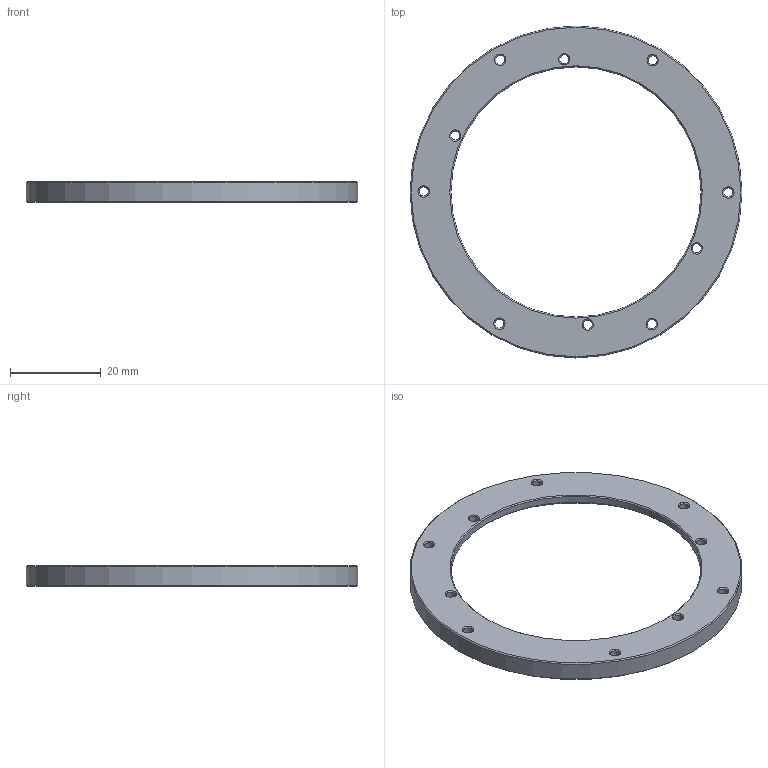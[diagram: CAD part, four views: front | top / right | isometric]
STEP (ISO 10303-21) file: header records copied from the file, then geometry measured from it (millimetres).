
FILE_DESCRIPTION(/* description */ ('Unknown'),/* implementation_level */ '2;1');
FILE_NAME(/* name */ 'bronicaS2A_samyang_24mmTS_lensAdapterPlate',/* time_stamp */ '2026-01-13T14:17:55-05:00',/* author */ ('Unknown'),/* organization */ ('Unknown'),/* preprocessor_version */ 'ST-DEVELOPER v18.1',/* originating_system */ 'Solid Edge',/* authorisation */ 'Unknown');
FILE_SCHEMA (('AUTOMOTIVE_DESIGN {1 0 10303 214 3 1 1}'));
Length unit declared in the file: millimetre
Products named in the file (2): samyang_24mmTS; samyang_24mmTS_mount_bronicaS
Assembly tree (1 placements, depth 2):
  samyang_24mmTS
    samyang_24mmTS_mount_bronicaS
Bounding box: 73 x 73 x 4.5 mm (x, y, z)
Volume: 6386 mm3; surface area: 5549.6 mm2
Topology: 1 solids, 1 shells, 71 faces, 153 edges, 91 vertices
Faces by surface type: cone 33, cylinder 27, plane 10, sphere 1
Full cylindrical faces by diameter (mm): 1.75 x1, 2 x10, 4 x6, 55 x1, 73 x1
Entity records: 2279 total; most frequent: DIRECTION 330, CARTESIAN_POINT 300, ORIENTED_EDGE 210, AXIS2_PLACEMENT_3D 161, EDGE_LOOP 145, FACE_BOUND 145, EDGE_CURVE 105, CIRCLE 88
